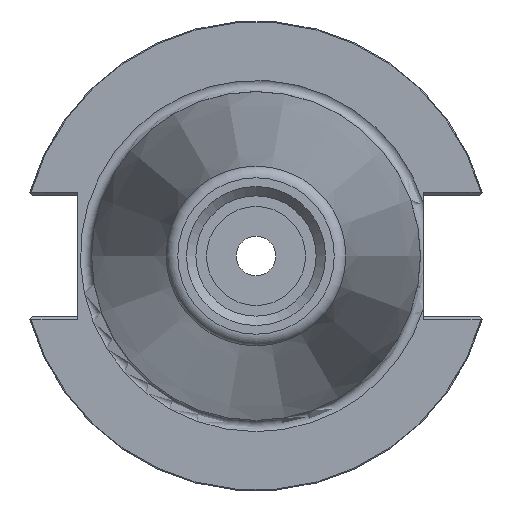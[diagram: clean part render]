
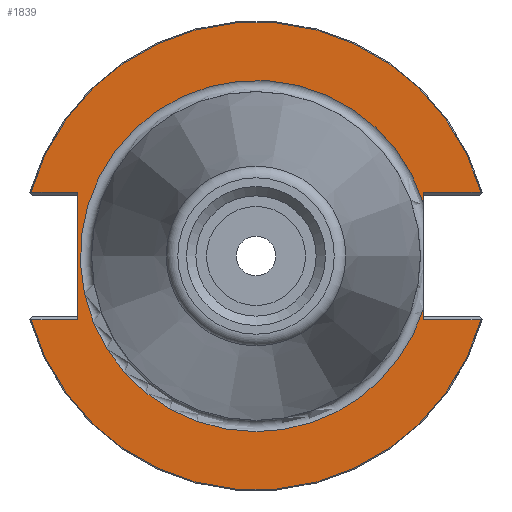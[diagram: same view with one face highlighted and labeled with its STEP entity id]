
A CAD part, left-side view. The second image highlights one B-rep face of the part: STEP entity #1839.
In plain terms, the highlighted planar face has unit normal (-1, 0, 0).
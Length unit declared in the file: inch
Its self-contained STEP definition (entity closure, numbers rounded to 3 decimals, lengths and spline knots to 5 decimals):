
#232=LINE('',#2916,#384);
#233=LINE('',#2938,#385);
#240=LINE('',#2990,#392);
#242=LINE('',#2994,#394);
#243=LINE('',#2996,#395);
#244=LINE('',#2998,#396);
#245=LINE('',#3001,#397);
#384=VECTOR('',#2285,0.0526);
#385=VECTOR('',#2286,0.0526);
#392=VECTOR('',#2305,0.30821);
#394=VECTOR('',#2309,0.24821);
#395=VECTOR('',#2310,0.67625);
#396=VECTOR('',#2311,0.24821);
#397=VECTOR('',#2314,0.30821);
#526=FACE_OUTER_BOUND('',#639,.T.);
#639=EDGE_LOOP('',(#1405,#1406,#1407,#1408,#1409,#1410,#1411,#1412,#1413,
#1414,#1415));
#729=CIRCLE('',#2001,1.245);
#731=CIRCLE('',#2007,1.245);
#732=CIRCLE('',#2008,0.93468);
#733=CIRCLE('',#2009,0.93468);
#826=VERTEX_POINT('',#2913);
#827=VERTEX_POINT('',#2915);
#828=VERTEX_POINT('',#2917);
#829=VERTEX_POINT('',#2937);
#833=VERTEX_POINT('',#2946);
#834=VERTEX_POINT('',#2955);
#841=VERTEX_POINT('',#2993);
#842=VERTEX_POINT('',#2995);
#843=VERTEX_POINT('',#2997);
#844=VERTEX_POINT('',#2999);
#845=VERTEX_POINT('',#3002);
#1031=EDGE_CURVE('',#827,#826,#232,.T.);
#1033=EDGE_CURVE('',#829,#828,#233,.T.);
#1038=EDGE_CURVE('',#833,#834,#729,.T.);
#1047=EDGE_CURVE('',#826,#834,#240,.T.);
#1049=EDGE_CURVE('',#841,#833,#242,.T.);
#1050=EDGE_CURVE('',#842,#841,#243,.T.);
#1051=EDGE_CURVE('',#843,#842,#244,.T.);
#1052=EDGE_CURVE('',#844,#843,#731,.T.);
#1053=EDGE_CURVE('',#844,#829,#245,.T.);
#1054=EDGE_CURVE('',#828,#845,#732,.T.);
#1055=EDGE_CURVE('',#845,#827,#733,.T.);
#1405=ORIENTED_EDGE('',*,*,#1038,.F.);
#1406=ORIENTED_EDGE('',*,*,#1049,.F.);
#1407=ORIENTED_EDGE('',*,*,#1050,.F.);
#1408=ORIENTED_EDGE('',*,*,#1051,.F.);
#1409=ORIENTED_EDGE('',*,*,#1052,.F.);
#1410=ORIENTED_EDGE('',*,*,#1053,.T.);
#1411=ORIENTED_EDGE('',*,*,#1033,.T.);
#1412=ORIENTED_EDGE('',*,*,#1054,.T.);
#1413=ORIENTED_EDGE('',*,*,#1055,.T.);
#1414=ORIENTED_EDGE('',*,*,#1031,.T.);
#1415=ORIENTED_EDGE('',*,*,#1047,.T.);
#1773=PLANE('',#2006);
#1839=ADVANCED_FACE('',(#526),#1773,.T.);
#2001=AXIS2_PLACEMENT_3D('',#2956,#2292,#2293);
#2006=AXIS2_PLACEMENT_3D('',#2992,#2307,#2308);
#2007=AXIS2_PLACEMENT_3D('',#3000,#2312,#2313);
#2008=AXIS2_PLACEMENT_3D('',#3003,#2315,#2316);
#2009=AXIS2_PLACEMENT_3D('',#3004,#2317,#2318);
#2285=DIRECTION('',(0.,0.,1.));
#2286=DIRECTION('',(0.,0.,1.));
#2292=DIRECTION('center_axis',(1.,0.,0.));
#2293=DIRECTION('ref_axis',(0.,0.,
1.));
#2305=DIRECTION('',(0.,-1.,0.));
#2307=DIRECTION('center_axis',(-1.,0.,0.));
#2308=DIRECTION('ref_axis',(0.,0.,1.));
#2309=DIRECTION('',(0.,1.,0.));
#2310=DIRECTION('',(0.,0.,1.));
#2311=DIRECTION('',(0.,-1.,0.));
#2312=DIRECTION('center_axis',(1.,0.,0.));
#2313=DIRECTION('ref_axis',(0.,0.,
-1.));
#2314=DIRECTION('',(0.,1.,0.));
#2315=DIRECTION('center_axis',(1.,0.,0.));
#2316=DIRECTION('ref_axis',(0.,0.,1.));
#2317=DIRECTION('center_axis',(1.,0.,0.));
#2318=DIRECTION('ref_axis',(0.,0.,1.));
#2913=CARTESIAN_POINT('',(-1.17746,-0.89001,0.33812));
#2915=CARTESIAN_POINT('',(-1.17746,-0.89001,0.28553));
#2916=CARTESIAN_POINT('',(-1.17746,-0.89001,0.));
#2917=CARTESIAN_POINT('',(-1.17746,-0.89001,-0.28553));
#2937=CARTESIAN_POINT('',(-1.17746,-0.89001,-0.33813));
#2938=CARTESIAN_POINT('',(-1.17746,-0.89001,0.));
#2946=CARTESIAN_POINT('',(-1.17746,1.19819,0.33812));
#2955=CARTESIAN_POINT('',(-1.17746,-1.19822,0.33812));
#2956=CARTESIAN_POINT('Origin',(-1.17746,-0.00001,
0.));
#2990=CARTESIAN_POINT('',(-1.17746,-0.90251,0.33812));
#2992=CARTESIAN_POINT('Origin',(-1.17746,-0.87501,0.));
#2993=CARTESIAN_POINT('',(-1.17746,0.94999,0.33812));
#2994=CARTESIAN_POINT('',(-1.17746,0.02749,0.33812));
#2995=CARTESIAN_POINT('',(-1.17746,0.94999,-0.33813));
#2996=CARTESIAN_POINT('',(-1.17746,0.94999,-0.33813));
#2997=CARTESIAN_POINT('',(-1.17746,1.19819,-0.33813));
#2998=CARTESIAN_POINT('',(-1.17746,0.27749,-0.33813));
#2999=CARTESIAN_POINT('',(-1.17746,-1.19822,-0.33813));
#3000=CARTESIAN_POINT('Origin',(-1.17746,-0.00001,
0.));
#3001=CARTESIAN_POINT('',(-1.17746,-0.90251,-0.33813));
#3002=CARTESIAN_POINT('',(-1.17746,-0.00001,-0.93468));
#3003=CARTESIAN_POINT('Origin',(-1.17746,-0.00001,
0.));
#3004=CARTESIAN_POINT('Origin',(-1.17746,-0.00001,
0.));
